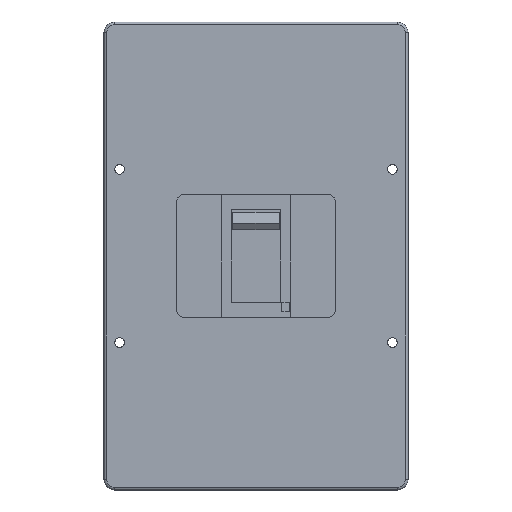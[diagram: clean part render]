
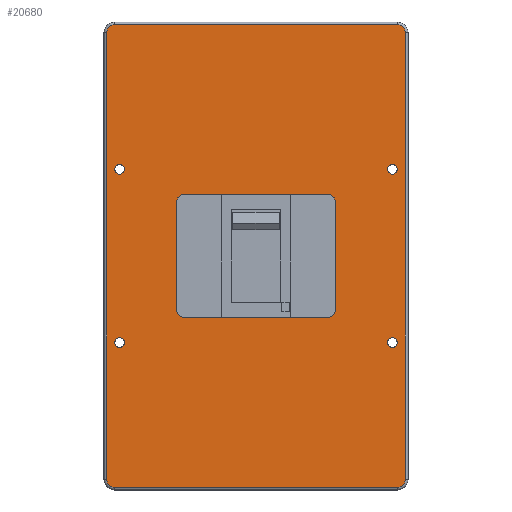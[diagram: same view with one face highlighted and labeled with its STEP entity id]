
A CAD part, top view. The second image highlights one B-rep face of the part: STEP entity #20680.
In plain terms, the highlighted planar face has unit normal (0, 0, 1).
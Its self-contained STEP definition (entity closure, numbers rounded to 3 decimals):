
#18630=CARTESIAN_POINT('',(0.,0.,0.));
#18640=DIRECTION('',(0.,0.,1.));
#18650=DIRECTION('',(1.,0.,0.));
#18660=AXIS2_PLACEMENT_3D('',#18630,#18640,#18650);
#18670=PLANE('',#18660);
#18680=CARTESIAN_POINT('',(157.882,581.5,0.));
#18690=DIRECTION('',(0.,0.,1.));
#18700=DIRECTION('',(1.,0.,0.));
#18710=AXIS2_PLACEMENT_3D('',#18680,#18690,#18700);
#18720=CIRCLE('',#18710,5.);
#18730=CARTESIAN_POINT('',(152.882,581.5,0.));
#18740=VERTEX_POINT('',#18730);
#18750=CARTESIAN_POINT('',(157.882,576.5,0.));
#18760=VERTEX_POINT('',#18750);
#18770=EDGE_CURVE('',#18740,#18760,#18720,.T.);
#18780=ORIENTED_EDGE('',*,*,#18770,.F.);
#18790=CARTESIAN_POINT('',(0.,576.5,0.));
#18800=DIRECTION('',(1.,0.,0.));
#18810=VECTOR('',#18800,1.);
#18820=LINE('',#18790,#18810);
#18830=CARTESIAN_POINT('',(263.882,576.5,0.));
#18840=VERTEX_POINT('',#18830);
#18850=EDGE_CURVE('',#18760,#18840,#18820,.T.);
#18860=ORIENTED_EDGE('',*,*,#18850,.F.);
#18870=CARTESIAN_POINT('',(263.882,581.5,0.));
#18880=DIRECTION('',(0.,0.,1.));
#18890=DIRECTION('',(1.,0.,0.));
#18900=AXIS2_PLACEMENT_3D('',#18870,#18880,#18890);
#18910=CIRCLE('',#18900,5.);
#18920=CARTESIAN_POINT('',(268.882,581.5,0.));
#18930=VERTEX_POINT('',#18920);
#18940=EDGE_CURVE('',#18840,#18930,#18910,.T.);
#18950=ORIENTED_EDGE('',*,*,#18940,.F.);
#18960=CARTESIAN_POINT('',(268.882,0.,0.));
#18970=DIRECTION('',(0.,1.,0.));
#18980=VECTOR('',#18970,1.);
#18990=LINE('',#18960,#18980);
#19000=CARTESIAN_POINT('',(268.882,661.5,0.));
#19010=VERTEX_POINT('',#19000);
#19020=EDGE_CURVE('',#18930,#19010,#18990,.T.);
#19030=ORIENTED_EDGE('',*,*,#19020,.F.);
#19040=CARTESIAN_POINT('',(263.882,661.5,0.));
#19050=DIRECTION('',(0.,0.,1.));
#19060=DIRECTION('',(1.,0.,0.));
#19070=AXIS2_PLACEMENT_3D('',#19040,#19050,#19060);
#19080=CIRCLE('',#19070,5.);
#19090=CARTESIAN_POINT('',(263.882,666.5,0.));
#19100=VERTEX_POINT('',#19090);
#19110=EDGE_CURVE('',#19010,#19100,#19080,.T.);
#19120=ORIENTED_EDGE('',*,*,#19110,.F.);
#19130=CARTESIAN_POINT('',(0.,666.5,0.));
#19140=DIRECTION('',(-1.,0.,0.));
#19150=VECTOR('',#19140,1.);
#19160=LINE('',#19130,#19150);
#19170=CARTESIAN_POINT('',(157.882,666.5,0.));
#19180=VERTEX_POINT('',#19170);
#19190=EDGE_CURVE('',#19100,#19180,#19160,.T.);
#19200=ORIENTED_EDGE('',*,*,#19190,.F.);
#19210=CARTESIAN_POINT('',(157.882,661.5,0.));
#19220=DIRECTION('',(0.,0.,1.));
#19230=DIRECTION('',(1.,0.,0.));
#19240=AXIS2_PLACEMENT_3D('',#19210,#19220,#19230);
#19250=CIRCLE('',#19240,5.);
#19260=CARTESIAN_POINT('',(152.882,661.5,0.));
#19270=VERTEX_POINT('',#19260);
#19280=EDGE_CURVE('',#19180,#19270,#19250,.T.);
#19290=ORIENTED_EDGE('',*,*,#19280,.F.);
#19300=CARTESIAN_POINT('',(152.882,0.,0.));
#19310=DIRECTION('',(0.,1.,0.));
#19320=VECTOR('',#19310,1.);
#19330=LINE('',#19300,#19320);
#19340=EDGE_CURVE('',#18740,#19270,#19330,.T.);
#19350=ORIENTED_EDGE('',*,*,#19340,.T.);
#19360=EDGE_LOOP('',(#19350,#19290,#19200,#19120,#19030,#18950,#18860,
#18780));
#19370=FACE_BOUND('',#19360,.T.);
#19380=CARTESIAN_POINT('',(110.882,558.,0.));
#19390=DIRECTION('',(0.,0.,1.));
#19400=DIRECTION('',(1.,0.,0.));
#19410=AXIS2_PLACEMENT_3D('',#19380,#19390,#19400);
#19420=CIRCLE('',#19410,3.5);
#19430=CARTESIAN_POINT('',(114.382,558.,0.));
#19440=VERTEX_POINT('',#19430);
#19450=CARTESIAN_POINT('',(107.382,558.,0.));
#19460=VERTEX_POINT('',#19450);
#19470=EDGE_CURVE('',#19440,#19460,#19420,.T.);
#19480=ORIENTED_EDGE('',*,*,#19470,.F.);
#19490=EDGE_CURVE('',#19460,#19440,#19420,.T.);
#19500=ORIENTED_EDGE('',*,*,#19490,.F.);
#19510=EDGE_LOOP('',(#19500,#19480));
#19520=FACE_BOUND('',#19510,.T.);
#19530=CARTESIAN_POINT('',(110.882,685.,0.));
#19540=DIRECTION('',(0.,0.,1.));
#19550=DIRECTION('',(1.,0.,0.));
#19560=AXIS2_PLACEMENT_3D('',#19530,#19540,#19550);
#19570=CIRCLE('',#19560,3.5);
#19580=CARTESIAN_POINT('',(114.382,685.,0.));
#19590=VERTEX_POINT('',#19580);
#19600=CARTESIAN_POINT('',(107.382,685.,0.));
#19610=VERTEX_POINT('',#19600);
#19620=EDGE_CURVE('',#19590,#19610,#19570,.T.);
#19630=ORIENTED_EDGE('',*,*,#19620,.F.);
#19640=EDGE_CURVE('',#19610,#19590,#19570,.T.);
#19650=ORIENTED_EDGE('',*,*,#19640,.F.);
#19660=EDGE_LOOP('',(#19650,#19630));
#19670=FACE_BOUND('',#19660,.T.);
#19680=CARTESIAN_POINT('',(310.882,558.,0.));
#19690=DIRECTION('',(0.,0.,1.));
#19700=DIRECTION('',(1.,0.,0.));
#19710=AXIS2_PLACEMENT_3D('',#19680,#19690,#19700);
#19720=CIRCLE('',#19710,3.5);
#19730=CARTESIAN_POINT('',(314.382,558.,0.));
#19740=VERTEX_POINT('',#19730);
#19750=CARTESIAN_POINT('',(307.382,558.,0.));
#19760=VERTEX_POINT('',#19750);
#19770=EDGE_CURVE('',#19740,#19760,#19720,.T.);
#19780=ORIENTED_EDGE('',*,*,#19770,.F.);
#19790=EDGE_CURVE('',#19760,#19740,#19720,.T.);
#19800=ORIENTED_EDGE('',*,*,#19790,.F.);
#19810=EDGE_LOOP('',(#19800,#19780));
#19820=FACE_BOUND('',#19810,.T.);
#19830=CARTESIAN_POINT('',(310.882,685.,0.));
#19840=DIRECTION('',(0.,0.,1.));
#19850=DIRECTION('',(1.,0.,0.));
#19860=AXIS2_PLACEMENT_3D('',#19830,#19840,#19850);
#19870=CIRCLE('',#19860,3.5);
#19880=CARTESIAN_POINT('',(314.382,685.,0.));
#19890=VERTEX_POINT('',#19880);
#19900=CARTESIAN_POINT('',(307.382,685.,0.));
#19910=VERTEX_POINT('',#19900);
#19920=EDGE_CURVE('',#19890,#19910,#19870,.T.);
#19930=ORIENTED_EDGE('',*,*,#19920,.F.);
#19940=EDGE_CURVE('',#19910,#19890,#19870,.T.);
#19950=ORIENTED_EDGE('',*,*,#19940,.F.);
#19960=EDGE_LOOP('',(#19950,#19930));
#19970=FACE_BOUND('',#19960,.T.);
#19980=CARTESIAN_POINT('',(314.382,785.,0.));
#19990=DIRECTION('',(0.,0.,1.));
#20000=DIRECTION('',(1.,0.,0.));
#20010=AXIS2_PLACEMENT_3D('',#19980,#19990,#20000);
#20020=CIRCLE('',#20010,6.);
#20030=CARTESIAN_POINT('',(320.382,785.,0.));
#20040=VERTEX_POINT('',#20030);
#20050=CARTESIAN_POINT('',(314.382,791.,0.));
#20060=VERTEX_POINT('',#20050);
#20070=EDGE_CURVE('',#20040,#20060,#20020,.T.);
#20080=ORIENTED_EDGE('',*,*,#20070,.T.);
#20090=CARTESIAN_POINT('',(320.382,0.,0.));
#20100=DIRECTION('',(0.,-1.,0.));
#20110=VECTOR('',#20100,1.);
#20120=LINE('',#20090,#20110);
#20130=CARTESIAN_POINT('',(320.382,458.,0.));
#20140=VERTEX_POINT('',#20130);
#20150=EDGE_CURVE('',#20040,#20140,#20120,.T.);
#20160=ORIENTED_EDGE('',*,*,#20150,.F.);
#20170=CARTESIAN_POINT('',(314.382,458.,0.));
#20180=DIRECTION('',(0.,0.,1.));
#20190=DIRECTION('',(1.,0.,0.));
#20200=AXIS2_PLACEMENT_3D('',#20170,#20180,#20190);
#20210=CIRCLE('',#20200,6.);
#20220=CARTESIAN_POINT('',(314.382,452.,0.));
#20230=VERTEX_POINT('',#20220);
#20240=EDGE_CURVE('',#20230,#20140,#20210,.T.);
#20250=ORIENTED_EDGE('',*,*,#20240,.T.);
#20260=CARTESIAN_POINT('',(0.,452.,0.));
#20270=DIRECTION('',(-1.,0.,0.));
#20280=VECTOR('',#20270,1.);
#20290=LINE('',#20260,#20280);
#20300=CARTESIAN_POINT('',(107.382,452.,0.));
#20310=VERTEX_POINT('',#20300);
#20320=EDGE_CURVE('',#20230,#20310,#20290,.T.);
#20330=ORIENTED_EDGE('',*,*,#20320,.F.);
#20340=CARTESIAN_POINT('',(107.382,458.,0.));
#20350=DIRECTION('',(0.,0.,1.));
#20360=DIRECTION('',(1.,0.,0.));
#20370=AXIS2_PLACEMENT_3D('',#20340,#20350,#20360);
#20380=CIRCLE('',#20370,6.);
#20390=CARTESIAN_POINT('',(101.382,458.,0.));
#20400=VERTEX_POINT('',#20390);
#20410=EDGE_CURVE('',#20400,#20310,#20380,.T.);
#20420=ORIENTED_EDGE('',*,*,#20410,.T.);
#20430=CARTESIAN_POINT('',(101.382,0.,0.));
#20440=DIRECTION('',(0.,1.,0.));
#20450=VECTOR('',#20440,1.);
#20460=LINE('',#20430,#20450);
#20470=CARTESIAN_POINT('',(101.382,785.,0.));
#20480=VERTEX_POINT('',#20470);
#20490=EDGE_CURVE('',#20400,#20480,#20460,.T.);
#20500=ORIENTED_EDGE('',*,*,#20490,.F.);
#20510=CARTESIAN_POINT('',(107.382,785.,0.));
#20520=DIRECTION('',(0.,0.,1.));
#20530=DIRECTION('',(1.,0.,0.));
#20540=AXIS2_PLACEMENT_3D('',#20510,#20520,#20530);
#20550=CIRCLE('',#20540,6.);
#20560=CARTESIAN_POINT('',(107.382,791.,0.));
#20570=VERTEX_POINT('',#20560);
#20580=EDGE_CURVE('',#20570,#20480,#20550,.T.);
#20590=ORIENTED_EDGE('',*,*,#20580,.T.);
#20600=CARTESIAN_POINT('',(0.,791.,0.));
#20610=DIRECTION('',(1.,0.,0.));
#20620=VECTOR('',#20610,1.);
#20630=LINE('',#20600,#20620);
#20640=EDGE_CURVE('',#20570,#20060,#20630,.T.);
#20650=ORIENTED_EDGE('',*,*,#20640,.F.);
#20660=EDGE_LOOP('',(#20650,#20590,#20500,#20420,#20330,#20250,#20160,
#20080));
#20670=FACE_OUTER_BOUND('',#20660,.T.);
#20680=ADVANCED_FACE('',(#19370,#19520,#19670,#19820,#19970,#20670),
#18670,.T.);
